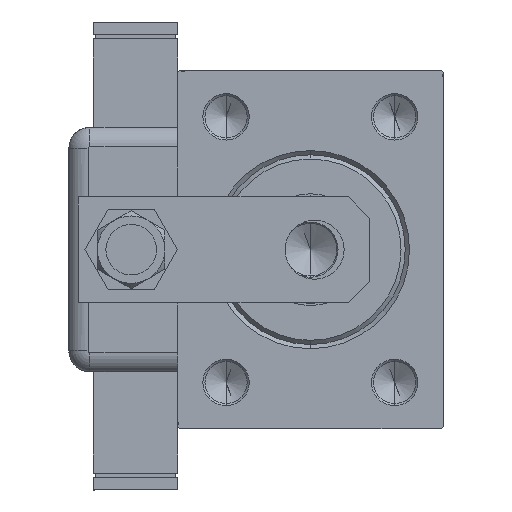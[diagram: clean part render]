
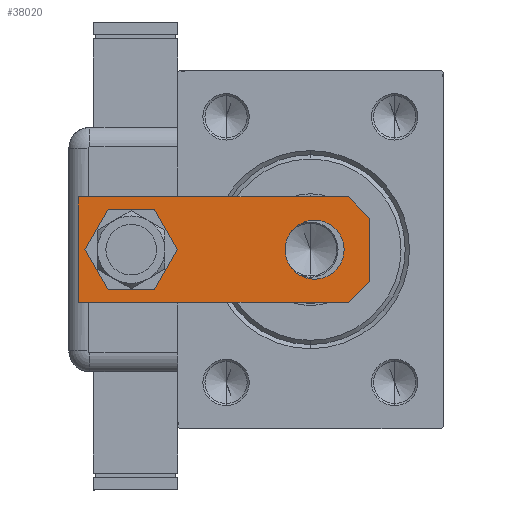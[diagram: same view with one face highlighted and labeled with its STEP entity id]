
A CAD part, left-side view. The second image highlights one B-rep face of the part: STEP entity #38020.
In plain terms, the highlighted face is planar.
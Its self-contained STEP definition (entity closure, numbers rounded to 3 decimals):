
#691 = DIRECTION ( 'NONE',  ( 1., 0., 0. ) ) ;
#1841 = DIRECTION ( 'NONE',  ( 0., 0., 1. ) ) ;
#1850 = DIRECTION ( 'NONE',  ( 0., 0., 1. ) ) ;
#2092 = ORIENTED_EDGE ( 'NONE', *, *, #33435, .F. ) ;
#2423 = EDGE_CURVE ( 'NONE', #36442, #47381, #38207, .T. ) ;
#2923 = CARTESIAN_POINT ( 'NONE',  ( -12.5, 69., 0. ) ) ;
#3425 = VERTEX_POINT ( 'NONE', #46194 ) ;
#4602 = LINE ( 'NONE', #32850, #32273 ) ;
#5047 = VERTEX_POINT ( 'NONE', #25553 ) ;
#5635 = EDGE_CURVE ( 'NONE', #10706, #57222, #45119, .T. ) ;
#5812 = DIRECTION ( 'NONE',  ( -1., 0., 0. ) ) ;
#5846 = AXIS2_PLACEMENT_3D ( 'NONE', #58987, #40854, #16577 ) ;
#10658 = AXIS2_PLACEMENT_3D ( 'NONE', #55397, #50778, #13287 ) ;
#10706 = VERTEX_POINT ( 'NONE', #20896 ) ;
#12116 = CARTESIAN_POINT ( 'NONE',  ( 12.5, 69., 0. ) ) ;
#13013 = ORIENTED_EDGE ( 'NONE', *, *, #5635, .T. ) ;
#13146 = EDGE_LOOP ( 'NONE', ( #40131, #13013 ) ) ;
#13287 = DIRECTION ( 'NONE',  ( 1., 0., 0. ) ) ;
#14525 = CARTESIAN_POINT ( 'NONE',  ( -12.5, 0., 0. ) ) ;
#14559 = CIRCLE ( 'NONE', #38116, 7. ) ;
#14726 = VERTEX_POINT ( 'NONE', #34625 ) ;
#15401 = VECTOR ( 'NONE', #25351, 1000. ) ;
#16135 = EDGE_CURVE ( 'NONE', #36442, #20166, #49824, .T. ) ;
#16577 = DIRECTION ( 'NONE',  ( 1., 0., 0. ) ) ;
#16937 = CARTESIAN_POINT ( 'NONE',  ( -7.5, 0., 0. ) ) ;
#19510 = CARTESIAN_POINT ( 'NONE',  ( 12.5, 5., 0. ) ) ;
#19956 = CARTESIAN_POINT ( 'NONE',  ( -7., 13., 0. ) ) ;
#20166 = VERTEX_POINT ( 'NONE', #12116 ) ;
#20441 = LINE ( 'NONE', #2923, #15401 ) ;
#20593 = DIRECTION ( 'NONE',  ( 1., 0., 0. ) ) ;
#20680 = ORIENTED_EDGE ( 'NONE', *, *, #2423, .T. ) ;
#20896 = CARTESIAN_POINT ( 'NONE',  ( 7., 13., 0. ) ) ;
#21321 = ORIENTED_EDGE ( 'NONE', *, *, #32464, .F. ) ;
#23159 = EDGE_CURVE ( 'NONE', #56987, #5047, #47079, .T. ) ;
#23852 = EDGE_LOOP ( 'NONE', ( #2092, #31095, #21321, #58563, #34513, #20680 ) ) ;
#24060 = CARTESIAN_POINT ( 'NONE',  ( 12.5, 5., 0. ) ) ;
#25351 = DIRECTION ( 'NONE',  ( 0., -1., 0. ) ) ;
#25553 = CARTESIAN_POINT ( 'NONE',  ( -12.5, 5., 0. ) ) ;
#26222 = EDGE_LOOP ( 'NONE', ( #32931, #37733 ) ) ;
#27906 = EDGE_CURVE ( 'NONE', #14726, #3425, #57631, .T. ) ;
#28321 = LINE ( 'NONE', #14525, #58625 ) ;
#29628 = CARTESIAN_POINT ( 'NONE',  ( 0., 0., 0. ) ) ;
#31095 = ORIENTED_EDGE ( 'NONE', *, *, #23159, .T. ) ;
#32252 = CARTESIAN_POINT ( 'NONE',  ( 12.5, 0., 0. ) ) ;
#32273 = VECTOR ( 'NONE', #5812, 1000. ) ;
#32464 = EDGE_CURVE ( 'NONE', #54880, #5047, #20441, .T. ) ;
#32850 = CARTESIAN_POINT ( 'NONE',  ( 12.5, 69., 0. ) ) ;
#32931 = ORIENTED_EDGE ( 'NONE', *, *, #37598, .T. ) ;
#33435 = EDGE_CURVE ( 'NONE', #56987, #47381, #28321, .T. ) ;
#33653 = FACE_OUTER_BOUND ( 'NONE', #23852, .T. ) ;
#33828 = DIRECTION ( 'NONE',  ( -0.707, 0.707, 0. ) ) ;
#34247 = AXIS2_PLACEMENT_3D ( 'NONE', #29628, #39497, #44115 ) ;
#34258 = FACE_BOUND ( 'NONE', #26222, .T. ) ;
#34513 = ORIENTED_EDGE ( 'NONE', *, *, #16135, .F. ) ;
#34625 = CARTESIAN_POINT ( 'NONE',  ( 7., 56.5, 0. ) ) ;
#35681 = EDGE_CURVE ( 'NONE', #57222, #10706, #14559, .T. ) ;
#35790 = VECTOR ( 'NONE', #33828, 1000. ) ;
#36442 = VERTEX_POINT ( 'NONE', #19510 ) ;
#37153 = CIRCLE ( 'NONE', #10658, 7. ) ;
#37598 = EDGE_CURVE ( 'NONE', #3425, #14726, #37153, .T. ) ;
#37733 = ORIENTED_EDGE ( 'NONE', *, *, #27906, .T. ) ;
#37846 = CARTESIAN_POINT ( 'NONE',  ( -7.5, 0., 0. ) ) ;
#38020 = ADVANCED_FACE ( 'NONE', ( #33653, #34258, #57632 ), #43199, .F. ) ;
#38116 = AXIS2_PLACEMENT_3D ( 'NONE', #43657, #1841, #20593 ) ;
#38207 = LINE ( 'NONE', #24060, #51004 ) ;
#39497 = DIRECTION ( 'NONE',  ( 0., 0., 1. ) ) ;
#40131 = ORIENTED_EDGE ( 'NONE', *, *, #35681, .T. ) ;
#40854 = DIRECTION ( 'NONE',  ( 0., 0., 1. ) ) ;
#41956 = EDGE_CURVE ( 'NONE', #20166, #54880, #4602, .T. ) ;
#43199 = PLANE ( 'NONE',  #34247 ) ;
#43657 = CARTESIAN_POINT ( 'NONE',  ( 0., 13., 0. ) ) ;
#43960 = CARTESIAN_POINT ( 'NONE',  ( 0., 56.5, 0. ) ) ;
#44115 = DIRECTION ( 'NONE',  ( 1., 0., 0. ) ) ;
#45119 = CIRCLE ( 'NONE', #5846, 7. ) ;
#45688 = CARTESIAN_POINT ( 'NONE',  ( 7.5, 0., 0. ) ) ;
#46194 = CARTESIAN_POINT ( 'NONE',  ( -7., 56.5, 0. ) ) ;
#47079 = LINE ( 'NONE', #37846, #35790 ) ;
#47381 = VERTEX_POINT ( 'NONE', #45688 ) ;
#49824 = LINE ( 'NONE', #32252, #55345 ) ;
#50778 = DIRECTION ( 'NONE',  ( 0., 0., 1. ) ) ;
#51004 = VECTOR ( 'NONE', #58096, 1000. ) ;
#52726 = AXIS2_PLACEMENT_3D ( 'NONE', #43960, #1850, #58091 ) ;
#53947 = CARTESIAN_POINT ( 'NONE',  ( -12.5, 69., 0. ) ) ;
#54432 = DIRECTION ( 'NONE',  ( 0., 1., 0. ) ) ;
#54880 = VERTEX_POINT ( 'NONE', #53947 ) ;
#55345 = VECTOR ( 'NONE', #54432, 1000. ) ;
#55397 = CARTESIAN_POINT ( 'NONE',  ( 0., 56.5, 0. ) ) ;
#56987 = VERTEX_POINT ( 'NONE', #16937 ) ;
#57222 = VERTEX_POINT ( 'NONE', #19956 ) ;
#57631 = CIRCLE ( 'NONE', #52726, 7. ) ;
#57632 = FACE_BOUND ( 'NONE', #13146, .T. ) ;
#58091 = DIRECTION ( 'NONE',  ( 1., 0., 0. ) ) ;
#58096 = DIRECTION ( 'NONE',  ( -0.707, -0.707, 0. ) ) ;
#58563 = ORIENTED_EDGE ( 'NONE', *, *, #41956, .F. ) ;
#58625 = VECTOR ( 'NONE', #691, 1000. ) ;
#58987 = CARTESIAN_POINT ( 'NONE',  ( 0., 13., 0. ) ) ;
